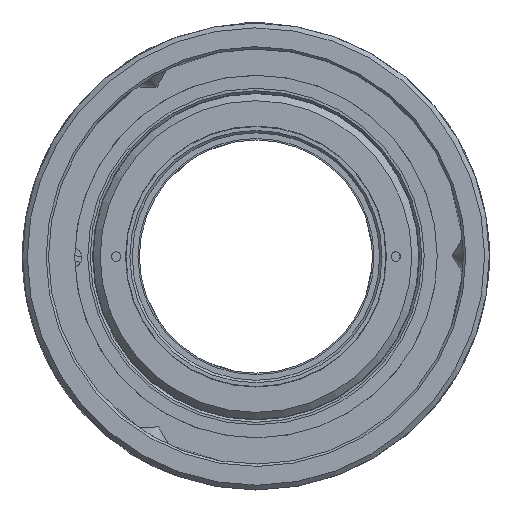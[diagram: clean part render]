
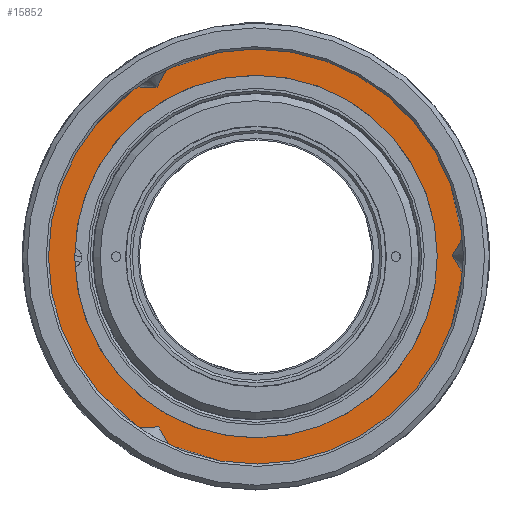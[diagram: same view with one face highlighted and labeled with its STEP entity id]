
A CAD part, left-side view. The second image highlights one B-rep face of the part: STEP entity #15852.
In plain terms, the highlighted planar face has unit normal (-1, 0, 0).
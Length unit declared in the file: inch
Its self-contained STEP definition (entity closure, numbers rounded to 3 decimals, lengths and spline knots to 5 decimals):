
#591=FACE_BOUND('',#2832,.T.);
#1800=FACE_OUTER_BOUND('',#2831,.T.);
#2831=EDGE_LOOP('',(#11221));
#2832=EDGE_LOOP('',(#11222));
#3797=CIRCLE('',#16766,0.8755);
#3918=CIRCLE('',#16968,0.765);
#6411=VERTEX_POINT('',#22349);
#6665=VERTEX_POINT('',#25232);
#8028=EDGE_CURVE('',#6411,#6411,#3797,.T.);
#8395=EDGE_CURVE('',#6665,#6665,#3918,.T.);
#11221=ORIENTED_EDGE('',*,*,#8028,.F.);
#11222=ORIENTED_EDGE('',*,*,#8395,.T.);
#14383=PLANE('',#16969);
#15852=ADVANCED_FACE('',(#1800,#591),#14383,.T.);
#16766=AXIS2_PLACEMENT_3D('',#22350,#18445,#18446);
#16968=AXIS2_PLACEMENT_3D('',#25233,#18970,#18971);
#16969=AXIS2_PLACEMENT_3D('',#25234,#18972,#18973);
#18445=DIRECTION('center_axis',(1.,0.,0.));
#18446=DIRECTION('ref_axis',(0.,-0.005,
-1.));
#18970=DIRECTION('center_axis',(1.,0.,0.));
#18971=DIRECTION('ref_axis',(0.,-0.005,
-1.));
#18972=DIRECTION('center_axis',(-1.,0.,0.));
#18973=DIRECTION('ref_axis',(0.,0.005,
1.));
#22349=CARTESIAN_POINT('',(0.45397,0.87549,-0.00453));
#22350=CARTESIAN_POINT('Origin',(0.45397,0.,
0.));
#25232=CARTESIAN_POINT('',(0.45397,0.76499,-0.00396));
#25233=CARTESIAN_POINT('Origin',(0.45397,0.,
0.));
#25234=CARTESIAN_POINT('Origin',(0.45397,0.87549,-0.00453));
